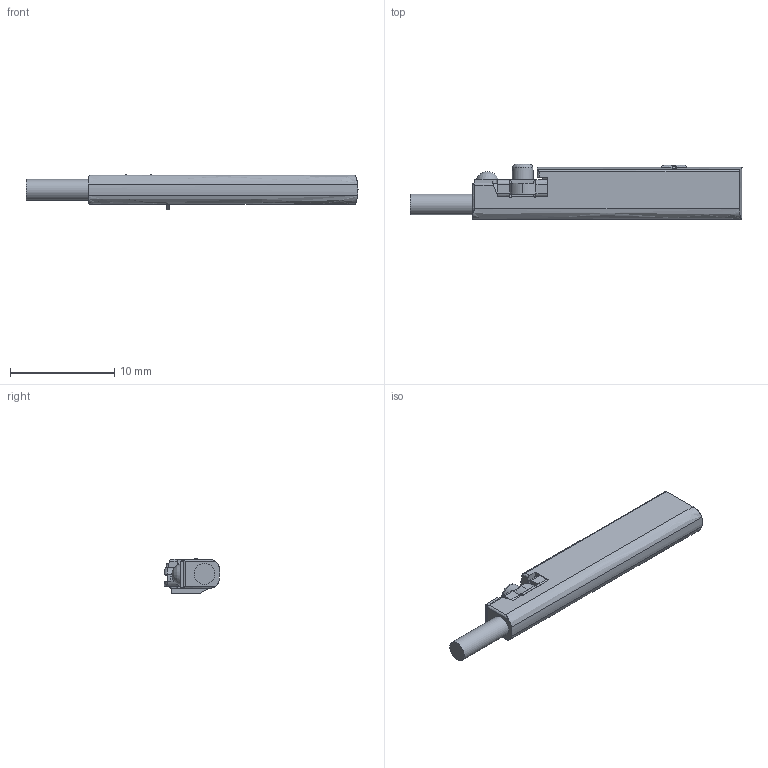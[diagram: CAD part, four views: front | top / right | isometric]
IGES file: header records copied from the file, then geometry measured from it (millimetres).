
Start section: Data from Parasolid IGES Translator 17.0.49, Copyright(c) 2006 Siemens P LM Software. All Rights Reserved.
Global section: file name: MK5311.igs; native system: By Siemens PLM Incorporated; preprocessor: XPlus GENERIC/IGES 17.0.49; author: Noname; organization: Noname; date: 20160119.131035; units: inch
Bounding box: 31.79 x 5.3 x 3.38 mm (x, y, z)
Surface area: 471.7 mm2 (no closed solid volume)
Topology: 0 solids, 0 shells, 165 faces, 951 edges, 948 vertices
Faces by surface type: extrusion 94, revolution 71
